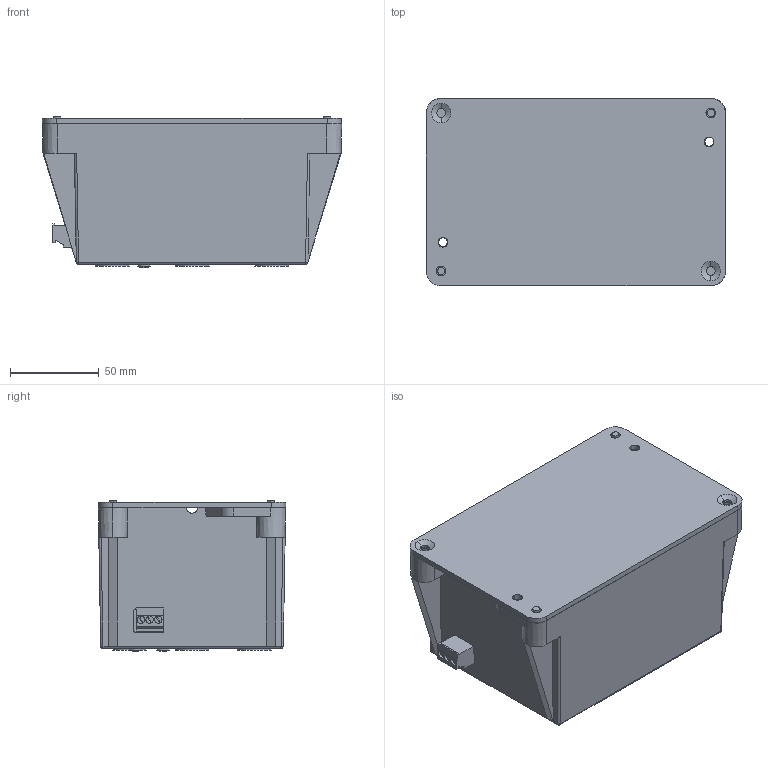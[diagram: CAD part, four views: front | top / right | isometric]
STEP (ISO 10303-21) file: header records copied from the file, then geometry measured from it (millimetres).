
FILE_DESCRIPTION (( 'STEP AP214' ), '1' );
FILE_NAME ('1101-732-E.STEP', '2019-01-16T18:57:46', ( '' ), ( '' ), 'SwSTEP 2.0', 'SolidWorks 2018', '' );
FILE_SCHEMA (( 'AUTOMOTIVE_DESIGN' ));
Length unit declared in the file: inch
Products named in the file (9): 1101-732-E; 2021-191; 3450-08; 2500-169; 2003-1597; 2109-053 rev o; 2004-058; 3450-080; 2003-1083
Assembly tree (8 placements, depth 2):
  1101-732-E
    2021-191
    2109-053 rev o
    2004-058
    2500-169
    3450-08
    3450-080
    2003-1083
    2003-1597
Bounding box: 168.32 x 105.41 x 84.99 mm (x, y, z)
Volume: 249611.2 mm3; surface area: 160586.6 mm2
Topology: 8 solids, 8 shells, 3188 faces, 8399 edges, 5584 vertices
Faces by surface type: plane 1723, bspline 1267, cylinder 134, cone 50, torus 8, sphere 6
Entity records: 197974 total; most frequent: CARTESIAN_POINT 92735, ORIENTED_EDGE 16786, DIRECTION 10051, EDGE_CURVE 8393, VERTEX_POINT 5580, LINE 5423, VECTOR 5423, EDGE_LOOP 3573
